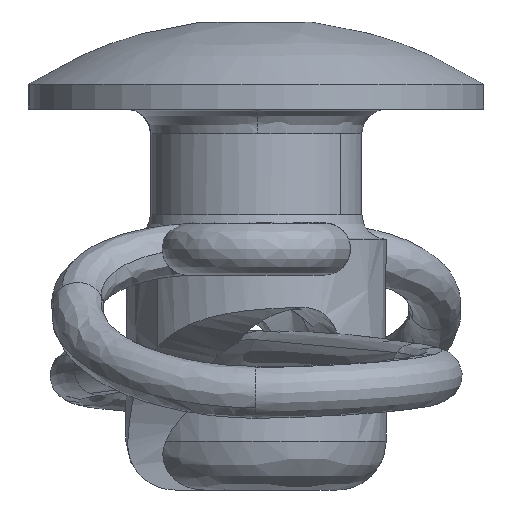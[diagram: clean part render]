
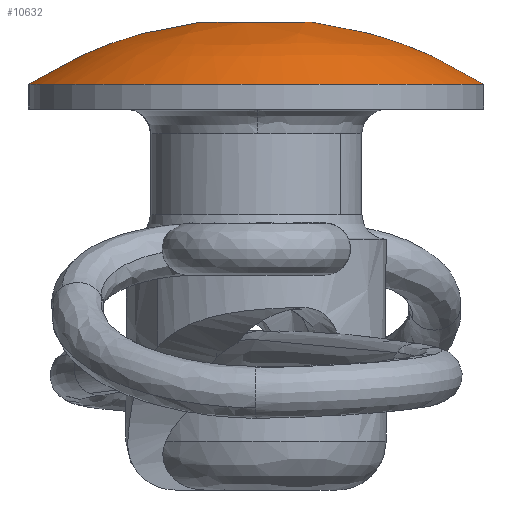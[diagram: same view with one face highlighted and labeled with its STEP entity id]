
A CAD part, left-side view. The second image highlights one B-rep face of the part: STEP entity #10632.
In plain terms, the highlighted free-form (B-spline) face has degree [2, 2] with [4, 4] control points.
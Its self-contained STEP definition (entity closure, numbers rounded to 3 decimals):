
#6349=CARTESIAN_POINT('',(-0.826,6.951,8.418));
#6350=VERTEX_POINT('',#6349);
#6356=CARTESIAN_POINT('',(7.,0.0,8.418));
#6357=VERTEX_POINT('',#6356);
#6358=CARTESIAN_POINT('',(-0.826,6.951,8.418));
#6359=CARTESIAN_POINT('',(-0.415,7.,8.418));
#6360=CARTESIAN_POINT('',(0.0,7.,8.418));
#6361=CARTESIAN_POINT('',(7.,7.,8.418));
#6362=CARTESIAN_POINT('',(7.,0.0,8.418));
#6370=(BOUNDED_CURVE()B_SPLINE_CURVE(2,(#6358,#6359,#6360,#6361,#6362),.UNSPECIFIED.,.F.,.U.)B_SPLINE_CURVE_WITH_KNOTS((3,2,3),(0.23,0.25,0.5),.UNSPECIFIED.)CURVE()GEOMETRIC_REPRESENTATION_ITEM()RATIONAL_B_SPLINE_CURVE((0.956,0.976,1.0,0.707,1.0))REPRESENTATION_ITEM(''));
#6371=EDGE_CURVE('',#6350,#6357,#6370,.T.);
#6373=CARTESIAN_POINT('',(0.427,-6.987,8.418));
#6374=VERTEX_POINT('',#6373);
#6375=CARTESIAN_POINT('',(7.,0.0,8.418));
#6376=CARTESIAN_POINT('',(7.,-6.585,8.418));
#6377=CARTESIAN_POINT('',(0.427,-6.987,8.418));
#6385=(BOUNDED_CURVE()B_SPLINE_CURVE(2,(#6375,#6376,#6377),.UNSPECIFIED.,.F.,.U.)B_SPLINE_CURVE_WITH_KNOTS((3,3),(0.5,0.739),.UNSPECIFIED.)CURVE()GEOMETRIC_REPRESENTATION_ITEM()RATIONAL_B_SPLINE_CURVE((1.0,0.72,0.976))REPRESENTATION_ITEM(''));
#6386=EDGE_CURVE('',#6357,#6374,#6385,.T.);
#6464=CARTESIAN_POINT('',(-7.,0.0,8.418));
#6465=VERTEX_POINT('',#6464);
#6466=CARTESIAN_POINT('',(0.427,-6.987,8.418));
#6467=CARTESIAN_POINT('',(0.214,-7.,8.418));
#6468=CARTESIAN_POINT('',(0.0,-7.,8.418));
#6469=CARTESIAN_POINT('',(-7.,-7.,8.418));
#6470=CARTESIAN_POINT('',(-7.,0.0,8.418));
#6478=(BOUNDED_CURVE()B_SPLINE_CURVE(2,(#6466,#6467,#6468,#6469,#6470),.UNSPECIFIED.,.F.,.U.)B_SPLINE_CURVE_WITH_KNOTS((3,2,3),(0.739,0.75,1.0),.UNSPECIFIED.)CURVE()GEOMETRIC_REPRESENTATION_ITEM()RATIONAL_B_SPLINE_CURVE((0.976,0.988,1.0,0.707,1.0))REPRESENTATION_ITEM(''));
#6479=EDGE_CURVE('',#6374,#6465,#6478,.T.);
#6481=CARTESIAN_POINT('',(-7.,0.0,8.418));
#6482=CARTESIAN_POINT('',(-7.,6.217,8.418));
#6483=CARTESIAN_POINT('',(-0.826,6.951,8.418));
#6491=(BOUNDED_CURVE()B_SPLINE_CURVE(2,(#6481,#6482,#6483),.UNSPECIFIED.,.F.,.U.)B_SPLINE_CURVE_WITH_KNOTS((3,3),(0.0,0.23),.UNSPECIFIED.)CURVE()GEOMETRIC_REPRESENTATION_ITEM()RATIONAL_B_SPLINE_CURVE((1.0,0.731,0.956))REPRESENTATION_ITEM(''));
#6492=EDGE_CURVE('',#6465,#6350,#6491,.T.);
#10389=CARTESIAN_POINT('',(1.764,-0.361,10.333));
#10390=VERTEX_POINT('',#10389);
#10391=CARTESIAN_POINT('',(1.018,1.484,10.333));
#10392=VERTEX_POINT('',#10391);
#10393=CARTESIAN_POINT('',(1.764,-0.361,10.333));
#10394=CARTESIAN_POINT('',(1.391,0.562,10.41));
#10395=CARTESIAN_POINT('',(1.018,1.484,10.333));
#10403=(BOUNDED_CURVE()B_SPLINE_CURVE(2,(#10393,#10394,#10395),.UNSPECIFIED.,.F.,.U.)CURVE()GEOMETRIC_REPRESENTATION_ITEM()QUASI_UNIFORM_CURVE()RATIONAL_B_SPLINE_CURVE((1.0,0.997,1.0))REPRESENTATION_ITEM(''));
#10404=EDGE_CURVE('',#10390,#10392,#10403,.T.);
#10425=CARTESIAN_POINT('',(0.674,-1.669,10.333));
#10426=VERTEX_POINT('',#10425);
#10427=CARTESIAN_POINT('',(0.674,-1.669,10.333));
#10428=CARTESIAN_POINT('',(1.219,-1.015,10.389));
#10429=CARTESIAN_POINT('',(1.764,-0.361,10.333));
#10437=(BOUNDED_CURVE()B_SPLINE_CURVE(2,(#10427,#10428,#10429),.UNSPECIFIED.,.F.,.U.)CURVE()GEOMETRIC_REPRESENTATION_ITEM()QUASI_UNIFORM_CURVE()RATIONAL_B_SPLINE_CURVE((1.0,0.998,1.0))REPRESENTATION_ITEM(''));
#10438=EDGE_CURVE('',#10426,#10390,#10437,.T.);
#10455=CARTESIAN_POINT('',(-1.018,-1.484,10.333));
#10456=VERTEX_POINT('',#10455);
#10457=CARTESIAN_POINT('',(-1.018,-1.484,10.333));
#10458=CARTESIAN_POINT('',(-0.172,-1.577,10.389));
#10459=CARTESIAN_POINT('',(0.674,-1.669,10.333));
#10467=(BOUNDED_CURVE()B_SPLINE_CURVE(2,(#10457,#10458,#10459),.UNSPECIFIED.,.F.,.U.)CURVE()GEOMETRIC_REPRESENTATION_ITEM()QUASI_UNIFORM_CURVE()RATIONAL_B_SPLINE_CURVE((1.0,0.998,1.0))REPRESENTATION_ITEM(''));
#10468=EDGE_CURVE('',#10456,#10426,#10467,.T.);
#10485=CARTESIAN_POINT('',(-1.763,0.361,10.333));
#10486=VERTEX_POINT('',#10485);
#10487=CARTESIAN_POINT('',(-1.763,0.361,10.333));
#10488=CARTESIAN_POINT('',(-1.391,-0.562,10.41));
#10489=CARTESIAN_POINT('',(-1.018,-1.484,10.333));
#10497=(BOUNDED_CURVE()B_SPLINE_CURVE(2,(#10487,#10488,#10489),.UNSPECIFIED.,.F.,.U.)CURVE()GEOMETRIC_REPRESENTATION_ITEM()QUASI_UNIFORM_CURVE()RATIONAL_B_SPLINE_CURVE((1.0,0.997,1.0))REPRESENTATION_ITEM(''));
#10498=EDGE_CURVE('',#10486,#10456,#10497,.T.);
#10515=CARTESIAN_POINT('',(-0.674,1.669,10.333));
#10516=VERTEX_POINT('',#10515);
#10517=CARTESIAN_POINT('',(-0.674,1.669,10.333));
#10518=CARTESIAN_POINT('',(-1.219,1.015,10.389));
#10519=CARTESIAN_POINT('',(-1.763,0.361,10.333));
#10527=(BOUNDED_CURVE()B_SPLINE_CURVE(2,(#10517,#10518,#10519),.UNSPECIFIED.,.F.,.U.)CURVE()GEOMETRIC_REPRESENTATION_ITEM()QUASI_UNIFORM_CURVE()RATIONAL_B_SPLINE_CURVE((1.0,0.998,1.0))REPRESENTATION_ITEM(''));
#10528=EDGE_CURVE('',#10516,#10486,#10527,.T.);
#10545=CARTESIAN_POINT('',(1.018,1.484,10.333));
#10546=CARTESIAN_POINT('',(0.172,1.577,10.389));
#10547=CARTESIAN_POINT('',(-0.674,1.669,10.333));
#10555=(BOUNDED_CURVE()B_SPLINE_CURVE(2,(#10545,#10546,#10547),.UNSPECIFIED.,.F.,.U.)CURVE()GEOMETRIC_REPRESENTATION_ITEM()QUASI_UNIFORM_CURVE()RATIONAL_B_SPLINE_CURVE((1.0,0.998,1.0))REPRESENTATION_ITEM(''));
#10556=EDGE_CURVE('',#10392,#10516,#10555,.T.);
#10594=CARTESIAN_POINT('',(-6.929,-6.929,6.016));
#10595=CARTESIAN_POINT('',(-3.787,-7.575,8.03));
#10596=CARTESIAN_POINT('',(3.787,-7.575,8.03));
#10597=CARTESIAN_POINT('',(6.929,-6.929,6.016));
#10598=CARTESIAN_POINT('',(-7.575,-3.787,8.03));
#10599=CARTESIAN_POINT('',(-4.177,-4.177,10.458));
#10600=CARTESIAN_POINT('',(4.177,-4.177,10.458));
#10601=CARTESIAN_POINT('',(7.575,-3.787,8.03));
#10602=CARTESIAN_POINT('',(-7.575,3.787,8.03));
#10603=CARTESIAN_POINT('',(-4.177,4.177,10.458));
#10604=CARTESIAN_POINT('',(4.177,4.177,10.458));
#10605=CARTESIAN_POINT('',(7.575,3.787,8.03));
#10606=CARTESIAN_POINT('',(-6.929,6.929,6.016));
#10607=CARTESIAN_POINT('',(-3.787,7.575,8.03));
#10608=CARTESIAN_POINT('',(3.787,7.575,8.03));
#10609=CARTESIAN_POINT('',(6.929,6.929,6.016));
#10617=(BOUNDED_SURFACE()B_SPLINE_SURFACE(2,2,((#10594,#10598,#10602,#10606),(#10595,#10599,#10603,#10607),(#10596,#10600,#10604,#10608),(#10597,#10601,#10605,#10609)),.UNSPECIFIED.,.F.,.F.,.U.)B_SPLINE_SURFACE_WITH_KNOTS((3,1,3),(3,1,3),(0.0,7.945,15.89),(0.0,7.945,15.89),.UNSPECIFIED.)GEOMETRIC_REPRESENTATION_ITEM()RATIONAL_B_SPLINE_SURFACE(((1.205,1.103,1.103,1.205),(1.103,1.0,1.0,1.103),(1.103,1.0,1.0,1.103),(1.205,1.103,1.103,1.205)))REPRESENTATION_ITEM('')SURFACE());
#10618=ORIENTED_EDGE('',*,*,#6479,.F.);
#10619=ORIENTED_EDGE('',*,*,#6386,.F.);
#10620=ORIENTED_EDGE('',*,*,#6371,.F.);
#10621=ORIENTED_EDGE('',*,*,#6492,.F.);
#10622=EDGE_LOOP('',(#10618,#10619,#10620,#10621));
#10623=FACE_OUTER_BOUND('',#10622,.T.);
#10624=ORIENTED_EDGE('',*,*,#10556,.F.);
#10625=ORIENTED_EDGE('',*,*,#10404,.F.);
#10626=ORIENTED_EDGE('',*,*,#10438,.F.);
#10627=ORIENTED_EDGE('',*,*,#10468,.F.);
#10628=ORIENTED_EDGE('',*,*,#10498,.F.);
#10629=ORIENTED_EDGE('',*,*,#10528,.F.);
#10630=EDGE_LOOP('',(#10624,#10625,#10626,#10627,#10628,#10629));
#10631=FACE_BOUND('',#10630,.T.);
#10632=ADVANCED_FACE('',(#10623,#10631),#10617,.T.);
